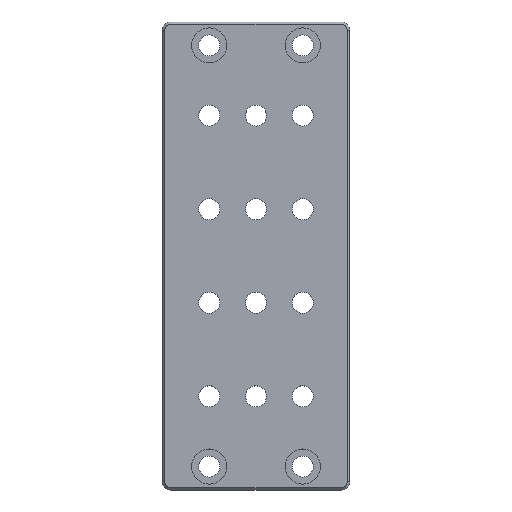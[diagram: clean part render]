
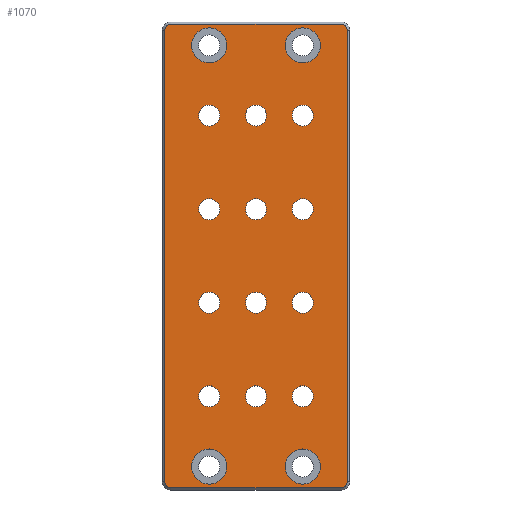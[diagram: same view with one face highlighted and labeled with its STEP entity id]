
A CAD part, top view. The second image highlights one B-rep face of the part: STEP entity #1070.
In plain terms, the highlighted planar face has unit normal (0, 0, 1).
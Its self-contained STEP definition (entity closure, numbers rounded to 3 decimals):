
#47=LINE('',#1796,#87);
#52=LINE('',#1812,#92);
#55=LINE('',#1817,#95);
#59=LINE('',#1830,#99);
#87=VECTOR('',#1481,73.);
#92=VECTOR('',#1498,193.);
#95=VECTOR('',#1503,193.);
#99=VECTOR('',#1519,73.);
#188=FACE_BOUND('',#400,.T.);
#189=FACE_BOUND('',#401,.T.);
#190=FACE_BOUND('',#402,.T.);
#191=FACE_BOUND('',#403,.T.);
#192=FACE_BOUND('',#404,.T.);
#193=FACE_BOUND('',#405,.T.);
#194=FACE_BOUND('',#406,.T.);
#195=FACE_BOUND('',#407,.T.);
#196=FACE_BOUND('',#408,.T.);
#197=FACE_BOUND('',#409,.T.);
#198=FACE_BOUND('',#410,.T.);
#199=FACE_BOUND('',#411,.T.);
#200=FACE_BOUND('',#412,.T.);
#201=FACE_BOUND('',#413,.T.);
#202=FACE_BOUND('',#414,.T.);
#203=FACE_BOUND('',#415,.T.);
#276=FACE_OUTER_BOUND('',#399,.T.);
#399=EDGE_LOOP('',(#925,#926,#927,#928,#929,#930,#931,#932));
#400=EDGE_LOOP('',(#933));
#401=EDGE_LOOP('',(#934));
#402=EDGE_LOOP('',(#935));
#403=EDGE_LOOP('',(#936));
#404=EDGE_LOOP('',(#937));
#405=EDGE_LOOP('',(#938));
#406=EDGE_LOOP('',(#939));
#407=EDGE_LOOP('',(#940));
#408=EDGE_LOOP('',(#941));
#409=EDGE_LOOP('',(#942));
#410=EDGE_LOOP('',(#943));
#411=EDGE_LOOP('',(#944));
#412=EDGE_LOOP('',(#945));
#413=EDGE_LOOP('',(#946));
#414=EDGE_LOOP('',(#947));
#415=EDGE_LOOP('',(#948));
#449=CIRCLE('',#1093,7.5);
#453=CIRCLE('',#1100,7.5);
#458=CIRCLE('',#1109,4.5);
#462=CIRCLE('',#1116,4.5);
#463=CIRCLE('',#1118,4.5);
#470=CIRCLE('',#1130,4.5);
#474=CIRCLE('',#1137,4.5);
#475=CIRCLE('',#1139,4.5);
#482=CIRCLE('',#1151,4.5);
#486=CIRCLE('',#1158,4.5);
#487=CIRCLE('',#1160,4.5);
#506=CIRCLE('',#1196,2.5);
#508=CIRCLE('',#1199,2.5);
#509=CIRCLE('',#1203,2.5);
#511=CIRCLE('',#1206,2.5);
#512=CIRCLE('',#1212,7.5);
#513=CIRCLE('',#1213,7.5);
#514=CIRCLE('',#1214,4.5);
#515=CIRCLE('',#1215,4.5);
#516=CIRCLE('',#1216,4.5);
#529=VERTEX_POINT('',#1600);
#533=VERTEX_POINT('',#1611);
#538=VERTEX_POINT('',#1625);
#542=VERTEX_POINT('',#1636);
#543=VERTEX_POINT('',#1639);
#550=VERTEX_POINT('',#1658);
#554=VERTEX_POINT('',#1669);
#555=VERTEX_POINT('',#1672);
#562=VERTEX_POINT('',#1691);
#566=VERTEX_POINT('',#1702);
#567=VERTEX_POINT('',#1705);
#597=VERTEX_POINT('',#1793);
#598=VERTEX_POINT('',#1795);
#600=VERTEX_POINT('',#1800);
#601=VERTEX_POINT('',#1805);
#603=VERTEX_POINT('',#1810);
#604=VERTEX_POINT('',#1815);
#606=VERTEX_POINT('',#1820);
#607=VERTEX_POINT('',#1825);
#608=VERTEX_POINT('',#1838);
#609=VERTEX_POINT('',#1840);
#610=VERTEX_POINT('',#1842);
#611=VERTEX_POINT('',#1844);
#612=VERTEX_POINT('',#1846);
#625=EDGE_CURVE('',#529,#529,#449,.T.);
#629=EDGE_CURVE('',#533,#533,#453,.T.);
#634=EDGE_CURVE('',#538,#538,#458,.T.);
#638=EDGE_CURVE('',#542,#542,#462,.T.);
#639=EDGE_CURVE('',#543,#543,#463,.T.);
#646=EDGE_CURVE('',#550,#550,#470,.T.);
#650=EDGE_CURVE('',#554,#554,#474,.T.);
#651=EDGE_CURVE('',#555,#555,#475,.T.);
#658=EDGE_CURVE('',#562,#562,#482,.T.);
#662=EDGE_CURVE('',#566,#566,#486,.T.);
#663=EDGE_CURVE('',#567,#567,#487,.T.);
#706=EDGE_CURVE('',#597,#598,#47,.T.);
#709=EDGE_CURVE('',#600,#597,#506,.T.);
#712=EDGE_CURVE('',#598,#601,#508,.T.);
#714=EDGE_CURVE('',#603,#600,#52,.T.);
#717=EDGE_CURVE('',#601,#604,#55,.T.);
#719=EDGE_CURVE('',#606,#603,#509,.T.);
#722=EDGE_CURVE('',#604,#607,#511,.T.);
#724=EDGE_CURVE('',#607,#606,#59,.T.);
#728=EDGE_CURVE('',#608,#608,#512,.T.);
#729=EDGE_CURVE('',#609,#609,#513,.T.);
#730=EDGE_CURVE('',#610,#610,#514,.T.);
#731=EDGE_CURVE('',#611,#611,#515,.T.);
#732=EDGE_CURVE('',#612,#612,#516,.T.);
#925=ORIENTED_EDGE('',*,*,#706,.F.);
#926=ORIENTED_EDGE('',*,*,#709,.F.);
#927=ORIENTED_EDGE('',*,*,#714,.F.);
#928=ORIENTED_EDGE('',*,*,#719,.F.);
#929=ORIENTED_EDGE('',*,*,#724,.F.);
#930=ORIENTED_EDGE('',*,*,#722,.F.);
#931=ORIENTED_EDGE('',*,*,#717,.F.);
#932=ORIENTED_EDGE('',*,*,#712,.F.);
#933=ORIENTED_EDGE('',*,*,#625,.T.);
#934=ORIENTED_EDGE('',*,*,#629,.T.);
#935=ORIENTED_EDGE('',*,*,#634,.T.);
#936=ORIENTED_EDGE('',*,*,#638,.T.);
#937=ORIENTED_EDGE('',*,*,#639,.T.);
#938=ORIENTED_EDGE('',*,*,#646,.T.);
#939=ORIENTED_EDGE('',*,*,#650,.T.);
#940=ORIENTED_EDGE('',*,*,#651,.T.);
#941=ORIENTED_EDGE('',*,*,#658,.T.);
#942=ORIENTED_EDGE('',*,*,#662,.T.);
#943=ORIENTED_EDGE('',*,*,#663,.T.);
#944=ORIENTED_EDGE('',*,*,#728,.T.);
#945=ORIENTED_EDGE('',*,*,#729,.T.);
#946=ORIENTED_EDGE('',*,*,#730,.T.);
#947=ORIENTED_EDGE('',*,*,#731,.T.);
#948=ORIENTED_EDGE('',*,*,#732,.T.);
#1006=PLANE('',#1211);
#1070=ADVANCED_FACE('',(#276,#188,#189,#190,#191,#192,#193,#194,#195,#196,
#197,#198,#199,#200,#201,#202,#203),#1006,.T.);
#1093=AXIS2_PLACEMENT_3D('',#1601,#1253,#1254);
#1100=AXIS2_PLACEMENT_3D('',#1612,#1267,#1268);
#1109=AXIS2_PLACEMENT_3D('',#1626,#1285,#1286);
#1116=AXIS2_PLACEMENT_3D('',#1637,#1299,#1300);
#1118=AXIS2_PLACEMENT_3D('',#1640,#1303,#1304);
#1130=AXIS2_PLACEMENT_3D('',#1659,#1327,#1328);
#1137=AXIS2_PLACEMENT_3D('',#1670,#1341,#1342);
#1139=AXIS2_PLACEMENT_3D('',#1673,#1345,#1346);
#1151=AXIS2_PLACEMENT_3D('',#1692,#1369,#1370);
#1158=AXIS2_PLACEMENT_3D('',#1703,#1383,#1384);
#1160=AXIS2_PLACEMENT_3D('',#1706,#1387,#1388);
#1196=AXIS2_PLACEMENT_3D('',#1802,#1486,#1487);
#1199=AXIS2_PLACEMENT_3D('',#1807,#1493,#1494);
#1203=AXIS2_PLACEMENT_3D('',#1822,#1507,#1508);
#1206=AXIS2_PLACEMENT_3D('',#1827,#1514,#1515);
#1211=AXIS2_PLACEMENT_3D('',#1837,#1529,#1530);
#1212=AXIS2_PLACEMENT_3D('',#1839,#1531,#1532);
#1213=AXIS2_PLACEMENT_3D('',#1841,#1533,#1534);
#1214=AXIS2_PLACEMENT_3D('',#1843,#1535,#1536);
#1215=AXIS2_PLACEMENT_3D('',#1845,#1537,#1538);
#1216=AXIS2_PLACEMENT_3D('',#1847,#1539,#1540);
#1253=DIRECTION('center_axis',(0.,0.,-1.));
#1254=DIRECTION('ref_axis',(1.,0.,0.));
#1267=DIRECTION('center_axis',(0.,0.,-1.));
#1268=DIRECTION('ref_axis',(1.,0.,0.));
#1285=DIRECTION('center_axis',(0.,0.,-1.));
#1286=DIRECTION('ref_axis',(-1.,0.,0.));
#1299=DIRECTION('center_axis',(0.,0.,-1.));
#1300=DIRECTION('ref_axis',(-1.,0.,0.));
#1303=DIRECTION('center_axis',(0.,0.,-1.));
#1304=DIRECTION('ref_axis',(-1.,0.,0.));
#1327=DIRECTION('center_axis',(0.,0.,-1.));
#1328=DIRECTION('ref_axis',(-1.,0.,0.));
#1341=DIRECTION('center_axis',(0.,0.,-1.));
#1342=DIRECTION('ref_axis',(-1.,0.,0.));
#1345=DIRECTION('center_axis',(0.,0.,-1.));
#1346=DIRECTION('ref_axis',(-1.,0.,0.));
#1369=DIRECTION('center_axis',(0.,0.,-1.));
#1370=DIRECTION('ref_axis',(-1.,0.,0.));
#1383=DIRECTION('center_axis',(0.,0.,-1.));
#1384=DIRECTION('ref_axis',(-1.,0.,0.));
#1387=DIRECTION('center_axis',(0.,0.,-1.));
#1388=DIRECTION('ref_axis',(-1.,0.,0.));
#1481=DIRECTION('',(-1.,0.,0.));
#1486=DIRECTION('center_axis',(0.,0.,-1.));
#1487=DIRECTION('ref_axis',(0.707,-0.707,0.));
#1493=DIRECTION('center_axis',(0.,0.,-1.));
#1494=DIRECTION('ref_axis',(-0.707,-0.707,0.));
#1498=DIRECTION('',(0.,-1.,0.));
#1503=DIRECTION('',(0.,1.,0.));
#1507=DIRECTION('center_axis',(0.,0.,-1.));
#1508=DIRECTION('ref_axis',(0.707,0.707,0.));
#1514=DIRECTION('center_axis',(0.,0.,-1.));
#1515=DIRECTION('ref_axis',(-0.707,0.707,0.));
#1519=DIRECTION('',(1.,0.,0.));
#1529=DIRECTION('center_axis',(0.,0.,1.));
#1530=DIRECTION('ref_axis',(1.,0.,0.));
#1531=DIRECTION('center_axis',(0.,0.,-1.));
#1532=DIRECTION('ref_axis',(1.,0.,0.));
#1533=DIRECTION('center_axis',(0.,0.,-1.));
#1534=DIRECTION('ref_axis',(1.,0.,0.));
#1535=DIRECTION('center_axis',(0.,0.,-1.));
#1536=DIRECTION('ref_axis',(-1.,0.,0.));
#1537=DIRECTION('center_axis',(0.,0.,-1.));
#1538=DIRECTION('ref_axis',(-1.,0.,0.));
#1539=DIRECTION('center_axis',(0.,0.,-1.));
#1540=DIRECTION('ref_axis',(-1.,0.,0.));
#1600=CARTESIAN_POINT('',(-12.5,90.,7.5));
#1601=CARTESIAN_POINT('Origin',(-20.,90.,7.5));
#1611=CARTESIAN_POINT('',(27.5,90.,7.5));
#1612=CARTESIAN_POINT('Origin',(20.,90.,7.5));
#1625=CARTESIAN_POINT('',(24.5,20.,7.5));
#1626=CARTESIAN_POINT('Origin',(20.,20.,7.5));
#1636=CARTESIAN_POINT('',(-15.5,20.,7.5));
#1637=CARTESIAN_POINT('Origin',(-20.,20.,7.5));
#1639=CARTESIAN_POINT('',(4.5,20.,7.5));
#1640=CARTESIAN_POINT('Origin',(0.,20.,7.5));
#1658=CARTESIAN_POINT('',(24.5,-20.,7.5));
#1659=CARTESIAN_POINT('Origin',(20.,-20.,7.5));
#1669=CARTESIAN_POINT('',(-15.5,-20.,7.5));
#1670=CARTESIAN_POINT('Origin',(-20.,-20.,7.5));
#1672=CARTESIAN_POINT('',(4.5,-20.,7.5));
#1673=CARTESIAN_POINT('Origin',(0.,-20.,7.5));
#1691=CARTESIAN_POINT('',(24.5,60.,7.5));
#1692=CARTESIAN_POINT('Origin',(20.,60.,7.5));
#1702=CARTESIAN_POINT('',(-15.5,60.,7.5));
#1703=CARTESIAN_POINT('Origin',(-20.,60.,7.5));
#1705=CARTESIAN_POINT('',(4.5,60.,7.5));
#1706=CARTESIAN_POINT('Origin',(0.,60.,7.5));
#1793=CARTESIAN_POINT('',(36.5,-99.,7.5));
#1795=CARTESIAN_POINT('',(-36.5,-99.,7.5));
#1796=CARTESIAN_POINT('',(20.,-99.,7.5));
#1800=CARTESIAN_POINT('',(39.,-96.5,7.5));
#1802=CARTESIAN_POINT('Origin',(36.5,-96.5,7.5));
#1805=CARTESIAN_POINT('',(-39.,-96.5,7.5));
#1807=CARTESIAN_POINT('Origin',(-36.5,-96.5,7.5));
#1810=CARTESIAN_POINT('',(39.,96.5,7.5));
#1812=CARTESIAN_POINT('',(39.,50.,7.5));
#1815=CARTESIAN_POINT('',(-39.,96.5,7.5));
#1817=CARTESIAN_POINT('',(-39.,-50.,7.5));
#1820=CARTESIAN_POINT('',(36.5,99.,7.5));
#1822=CARTESIAN_POINT('Origin',(36.5,96.5,7.5));
#1825=CARTESIAN_POINT('',(-36.5,99.,7.5));
#1827=CARTESIAN_POINT('Origin',(-36.5,96.5,7.5));
#1830=CARTESIAN_POINT('',(-20.,99.,7.5));
#1837=CARTESIAN_POINT('Origin',(0.,0.,
7.5));
#1838=CARTESIAN_POINT('',(27.5,-90.,7.5));
#1839=CARTESIAN_POINT('Origin',(20.,-90.,7.5));
#1840=CARTESIAN_POINT('',(-12.5,-90.,7.5));
#1841=CARTESIAN_POINT('Origin',(-20.,-90.,7.5));
#1842=CARTESIAN_POINT('',(-15.5,-60.,7.5));
#1843=CARTESIAN_POINT('Origin',(-20.,-60.,7.5));
#1844=CARTESIAN_POINT('',(4.5,-60.,7.5));
#1845=CARTESIAN_POINT('Origin',(0.,-60.,7.5));
#1846=CARTESIAN_POINT('',(24.5,-60.,7.5));
#1847=CARTESIAN_POINT('Origin',(20.,-60.,7.5));
